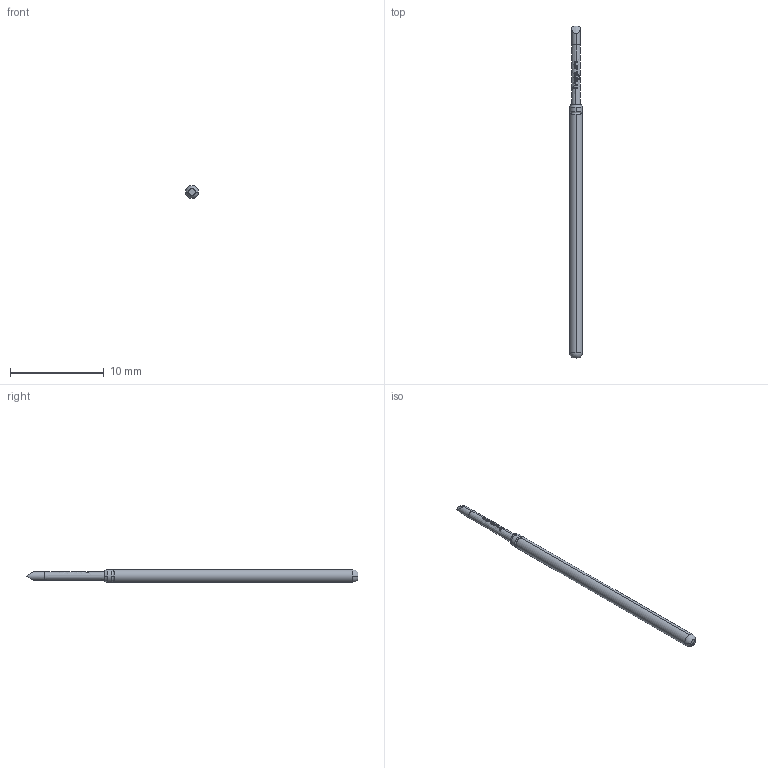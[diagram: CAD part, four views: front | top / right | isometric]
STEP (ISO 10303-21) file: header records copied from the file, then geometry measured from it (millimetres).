
FILE_DESCRIPTION (( 'STEP AP203' ), '1' );
FILE_NAME ('INGUN_GKS-100_238_090_A_xx00_LH.STEP', '2021-10-29T08:47:39', ( 'ochi' ), ( '' ), 'SwSTEP 2.0', 'SolidWorks 2018', '' );
FILE_SCHEMA (( 'CONFIG_CONTROL_DESIGN' ));
Length unit declared in the file: millimetre
Products named in the file (1): INGUN_GKS-100_238_090_A_xx00_LH
Bounding box: 1.37 x 35.4 x 1.37 mm (x, y, z)
Volume: 44.7 mm3; surface area: 141.5 mm2
Topology: 1 solids, 1 shells, 97 faces, 274 edges, 179 vertices
Faces by surface type: bspline 61, cone 14, cylinder 8, torus 6, plane 6, sphere 2
Entity records: 4251 total; most frequent: CARTESIAN_POINT 2242, ORIENTED_EDGE 544, EDGE_CURVE 272, B_SPLINE_CURVE_WITH_KNOTS 206, VERTEX_POINT 179, DIRECTION 174, EDGE_LOOP 99, ADVANCED_FACE 97
